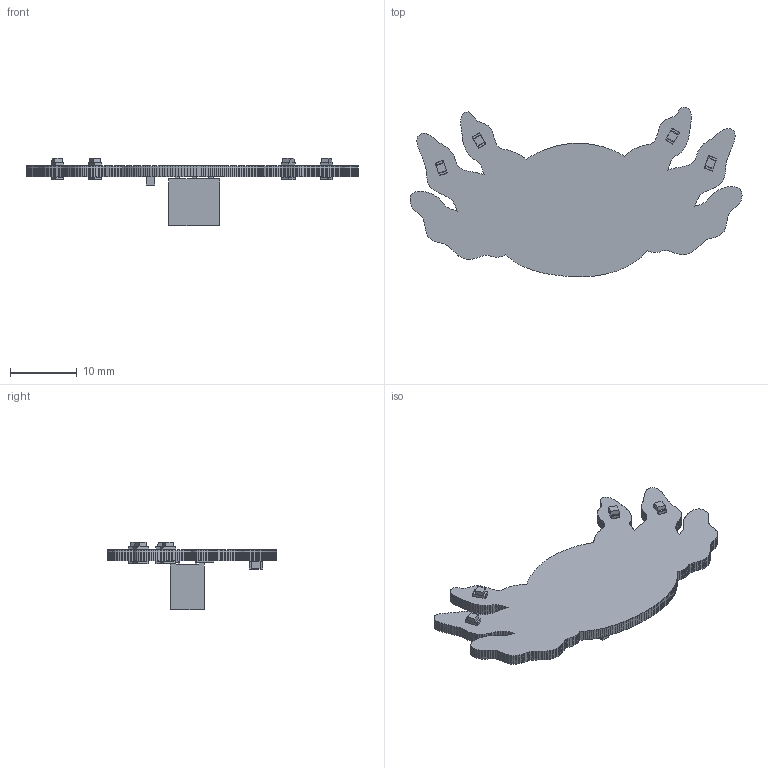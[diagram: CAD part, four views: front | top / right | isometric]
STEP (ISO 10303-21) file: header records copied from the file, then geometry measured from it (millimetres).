
FILE_DESCRIPTION(('KiCad electronic assembly'),'2;1');
FILE_NAME('Bsides_2024_ShittyAddon.step','2024-06-14T11:06:48',('Pcbnew' ),('Kicad'),'Open CASCADE STEP processor 7.8', 'KiCad to STEP converter','Unknown');
FILE_SCHEMA(('AUTOMOTIVE_DESIGN { 1 0 10303 214 1 1 1 1 }'));
Length unit declared in the file: millimetre
Products named in the file (10): Bsides_2024_ShittyAddon 1; LED_0805_2012Metric; C_0805_2012Metric; PinSocket_2x03_P2.54mm_Vertical_SMD; PinSocket_2x03_P254mm_Vertical_SMD; R_0805_2012Metric; Bsides_2024_ShittyAddon_PCB
Assembly tree (15 placements, depth 3):
  Bsides_2024_ShittyAddon 1
    LED_0805_2012Metric  x4
      LED_0805_2012Metric
    C_0805_2012Metric
      C_0805_2012Metric
    PinSocket_2x03_P2.54mm_Vertical_SMD
      PinSocket_2x03_P254mm_Vertical_SMD
    R_0805_2012Metric  x4
      R_0805_2012Metric
    Bsides_2024_ShittyAddon_PCB
Bounding box: 49.65 x 25.35 x 10.1 mm (x, y, z)
Volume: 1537.3 mm3; surface area: 2367.4 mm2
Topology: 11 solids, 11 shells, 1268 faces, 3570 edges, 2348 vertices
Faces by surface type: plane 1174, cylinder 94
Entity records: 35663 total; most frequent: CARTESIAN_POINT 5981, ORIENTED_EDGE 5934, DIRECTION 5171, EDGE_CURVE 2967, LINE 2875, VECTOR 2875, VERTEX_POINT 1958, AXIS2_PLACEMENT_3D 1148
